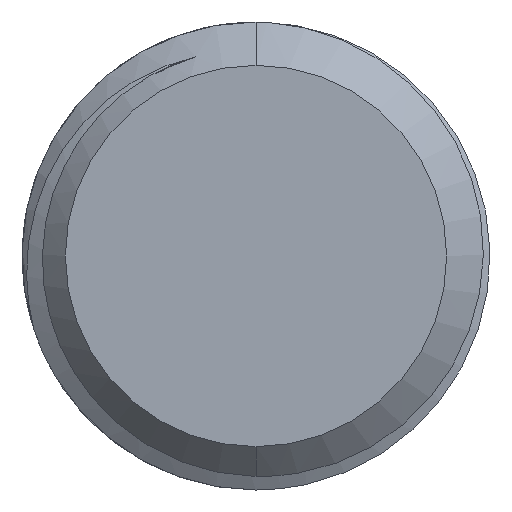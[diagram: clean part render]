
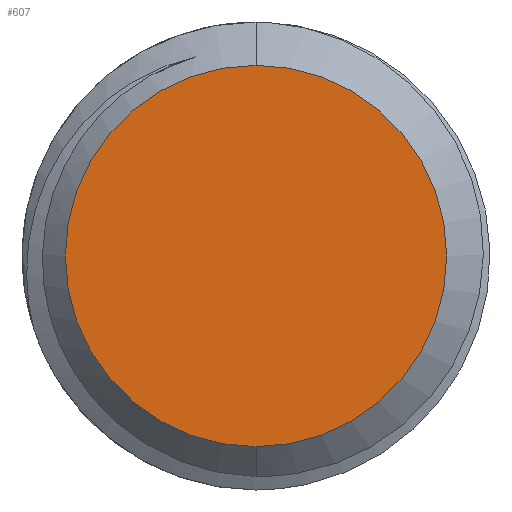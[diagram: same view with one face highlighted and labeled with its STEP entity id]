
A CAD part, front view. The second image highlights one B-rep face of the part: STEP entity #607.
In plain terms, the highlighted planar face has unit normal (0, -1, 0).
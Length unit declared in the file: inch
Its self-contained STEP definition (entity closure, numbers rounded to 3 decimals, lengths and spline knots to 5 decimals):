
#18 = DIRECTION ( 'NONE',  ( 0., 1., 0. ) ) ;
#26 = CARTESIAN_POINT ( 'NONE',  ( 0., 0., 0. ) ) ;
#116 = DIRECTION ( 'NONE',  ( 0., 0., 1. ) ) ;
#399 = DIRECTION ( 'NONE',  ( 0., 0., 1. ) ) ;
#505 = DIRECTION ( 'NONE',  ( 0., 0., 1. ) ) ;
#573 = DIRECTION ( 'NONE',  ( 0., 1., 0. ) ) ;
#607 = ADVANCED_FACE ( 'NONE', ( #1142 ), #628, .F. ) ;
#628 = PLANE ( 'NONE',  #1587 ) ;
#751 = EDGE_CURVE ( 'NONE', #1386, #1828, #1107, .T. ) ;
#950 = EDGE_CURVE ( 'NONE', #1828, #1386, #1035, .T. ) ;
#969 = CARTESIAN_POINT ( 'NONE',  ( 0., 0., 0. ) ) ;
#1002 = DIRECTION ( 'NONE',  ( 0., 1., 0. ) ) ;
#1035 = CIRCLE ( 'NONE', #1441, 0.22 ) ;
#1083 = ORIENTED_EDGE ( 'NONE', *, *, #751, .F. ) ;
#1107 = CIRCLE ( 'NONE', #1960, 0.22 ) ;
#1142 = FACE_OUTER_BOUND ( 'NONE', #1958, .T. ) ;
#1386 = VERTEX_POINT ( 'NONE', #1615 ) ;
#1441 = AXIS2_PLACEMENT_3D ( 'NONE', #2075, #1002, #116 ) ;
#1587 = AXIS2_PLACEMENT_3D ( 'NONE', #969, #573, #505 ) ;
#1615 = CARTESIAN_POINT ( 'NONE',  ( 0., 0., 0.22 ) ) ;
#1788 = ORIENTED_EDGE ( 'NONE', *, *, #950, .F. ) ;
#1828 = VERTEX_POINT ( 'NONE', #1851 ) ;
#1851 = CARTESIAN_POINT ( 'NONE',  ( 0., 0., -0.22 ) ) ;
#1958 = EDGE_LOOP ( 'NONE', ( #1083, #1788 ) ) ;
#1960 = AXIS2_PLACEMENT_3D ( 'NONE', #26, #18, #399 ) ;
#2075 = CARTESIAN_POINT ( 'NONE',  ( 0., 0., 0. ) ) ;
